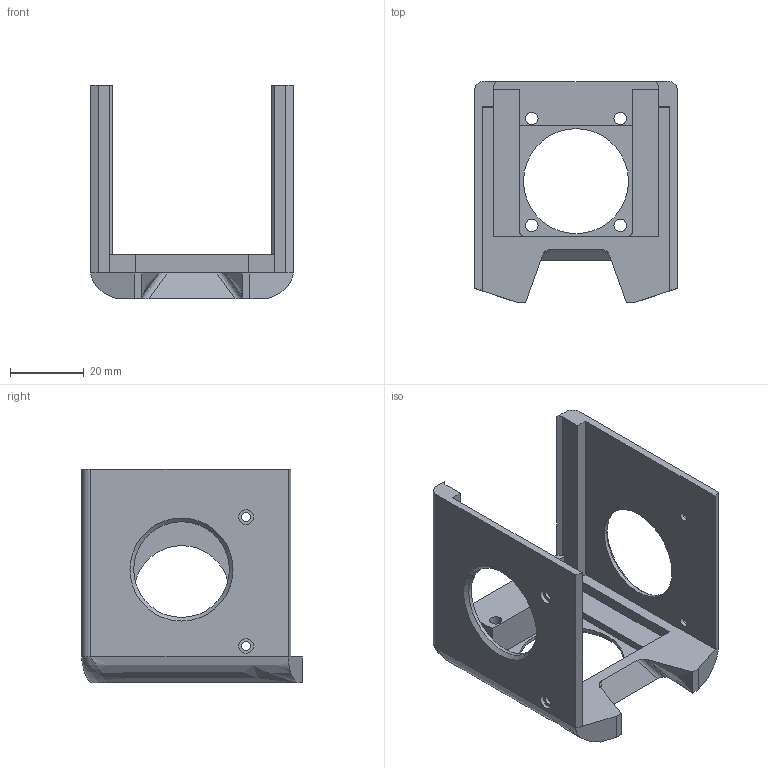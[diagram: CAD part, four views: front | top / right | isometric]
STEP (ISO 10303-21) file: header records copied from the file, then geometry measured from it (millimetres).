
FILE_DESCRIPTION(('FreeCAD Model'),'2;1');
FILE_NAME('Open CASCADE Shape Model','2025-06-05T22:40:52',('FreeCAD'),( 'FreeCAD'),'Open CASCADE STEP processor 7.7','FreeCAD','Unknown');
FILE_SCHEMA(('AUTOMOTIVE_DESIGN { 1 0 10303 214 1 1 1 1 }'));
Length unit declared in the file: millimetre
Products named in the file (1): Open CASCADE STEP translator 7.7 45
Bounding box: 55 x 60 x 58 mm (x, y, z)
Volume: 23890.6 mm3; surface area: 18194.8 mm2
Topology: 1 solids, 1 shells, 124 faces, 336 edges, 216 vertices
Faces by surface type: plane 84, cylinder 23, bspline 14, cone 3
Full cylindrical faces by diameter (mm): 2.4 x4, 3.4 x4, 4 x4, 5.5 x2, 26 x2, 28.5 x1
Entity records: 4209 total; most frequent: CARTESIAN_POINT 1044, ORIENTED_EDGE 672, DIRECTION 626, EDGE_CURVE 336, VERTEX_POINT 216, LINE 216, VECTOR 216, AXIS2_PLACEMENT_3D 205
